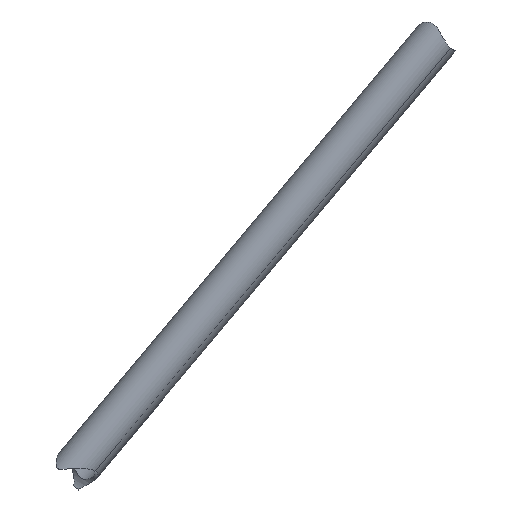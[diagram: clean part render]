
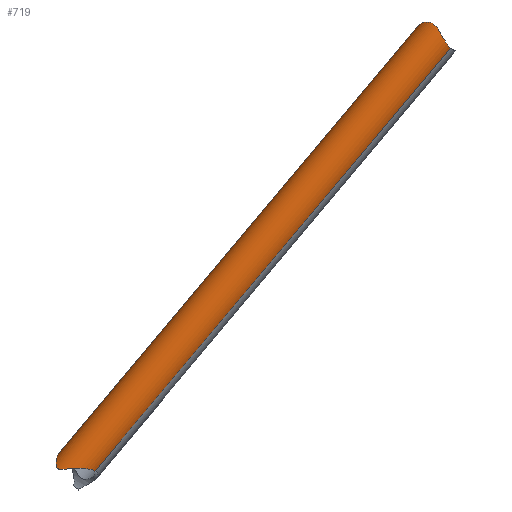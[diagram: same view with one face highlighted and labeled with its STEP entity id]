
A CAD part, isometric view. The second image highlights one B-rep face of the part: STEP entity #719.
In plain terms, the highlighted cylindrical face has radius 10 mm (diameter 20 mm), a partial arc.
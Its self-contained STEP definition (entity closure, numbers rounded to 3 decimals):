
#163=CARTESIAN_POINT('Vertex',(-2098.329,188.203,287.168)) ;
#167=CARTESIAN_POINT('Control Point',(-2096.798,208.281,285.262)) ;
#168=CARTESIAN_POINT('Control Point',(-2097.17,208.354,285.864)) ;
#169=CARTESIAN_POINT('Control Point',(-2097.599,208.374,286.438)) ;
#170=CARTESIAN_POINT('Control Point',(-2098.079,208.338,286.971)) ;
#171=CARTESIAN_POINT('Control Point',(-2099.29,208.127,288.096)) ;
#172=CARTESIAN_POINT('Control Point',(-2100.662,207.647,288.928)) ;
#173=CARTESIAN_POINT('Control Point',(-2101.472,207.297,289.298)) ;
#174=CARTESIAN_POINT('Control Point',(-2103.251,206.404,289.893)) ;
#175=CARTESIAN_POINT('Control Point',(-2104.999,205.285,290.061)) ;
#176=CARTESIAN_POINT('Control Point',(-2105.916,204.629,290.042)) ;
#177=CARTESIAN_POINT('Control Point',(-2107.045,203.744,289.891)) ;
#178=CARTESIAN_POINT('Control Point',(-2108.083,202.791,289.61)) ;
#179=CARTESIAN_POINT('Control Point',(-2108.306,202.577,289.542)) ;
#180=CARTESIAN_POINT('Control Point',(-2108.672,202.214,289.42)) ;
#181=CARTESIAN_POINT('Control Point',(-2109.018,201.836,289.286)) ;
#182=CARTESIAN_POINT('Control Point',(-2109.154,201.681,289.23)) ;
#183=CARTESIAN_POINT('Control Point',(-2109.455,201.321,289.1)) ;
#184=CARTESIAN_POINT('Control Point',(-2109.728,200.94,288.969)) ;
#185=CARTESIAN_POINT('Control Point',(-2109.871,200.715,288.897)) ;
#186=CARTESIAN_POINT('Control Point',(-2110.089,200.302,288.781)) ;
#187=CARTESIAN_POINT('Control Point',(-2110.213,199.844,288.711)) ;
#188=CARTESIAN_POINT('Control Point',(-2110.241,199.644,288.695)) ;
#189=CARTESIAN_POINT('Control Point',(-2110.243,199.196,288.694)) ;
#190=CARTESIAN_POINT('Control Point',(-2110.137,198.763,288.754)) ;
#191=CARTESIAN_POINT('Control Point',(-2110.056,198.534,288.799)) ;
#192=CARTESIAN_POINT('Control Point',(-2109.8,197.933,288.935)) ;
#193=CARTESIAN_POINT('Control Point',(-2109.468,197.374,289.096)) ;
#194=CARTESIAN_POINT('Control Point',(-2109.243,197.026,289.196)) ;
#195=CARTESIAN_POINT('Control Point',(-2108.589,196.087,289.462)) ;
#196=CARTESIAN_POINT('Control Point',(-2107.862,195.191,289.685)) ;
#197=CARTESIAN_POINT('Control Point',(-2107.379,194.631,289.801)) ;
#198=CARTESIAN_POINT('Control Point',(-2106.399,193.561,289.972)) ;
#199=CARTESIAN_POINT('Control Point',(-2105.352,192.544,290.02)) ;
#200=CARTESIAN_POINT('Control Point',(-2104.827,192.062,290.01)) ;
#201=CARTESIAN_POINT('Control Point',(-2103.559,190.967,289.902)) ;
#202=CARTESIAN_POINT('Control Point',(-2102.229,189.994,289.566)) ;
#203=CARTESIAN_POINT('Control Point',(-2101.446,189.484,289.286)) ;
#204=CARTESIAN_POINT('Control Point',(-2100.323,188.862,288.739)) ;
#205=CARTESIAN_POINT('Control Point',(-2099.249,188.446,287.975)) ;
#206=CARTESIAN_POINT('Control Point',(-2098.932,188.342,287.725)) ;
#207=CARTESIAN_POINT('Control Point',(-2098.624,188.26,287.455)) ;
#208=CARTESIAN_POINT('Control Point',(-2098.329,188.203,287.168)) ;
#209=CARTESIAN_POINT('Vertex',(-2096.798,208.281,285.262)) ;
#292=CARTESIAN_POINT('Line Origine',(-2000.643,189.519,365.)) ;
#296=CARTESIAN_POINT('Vertex',(-1911.914,172.206,438.58)) ;
#346=CARTESIAN_POINT('Vertex',(-1910.539,151.561,442.897)) ;
#349=CARTESIAN_POINT('Line Origine',(-2004.473,169.889,365.)) ;
#472=CARTESIAN_POINT('Control Point',(-1912.753,155.247,450.)) ;
#473=CARTESIAN_POINT('Control Point',(-1912.753,154.049,448.778)) ;
#474=CARTESIAN_POINT('Control Point',(-1912.602,153.059,447.356)) ;
#475=CARTESIAN_POINT('Control Point',(-1912.213,152.26,445.835)) ;
#476=CARTESIAN_POINT('Control Point',(-1911.505,151.749,444.297)) ;
#477=CARTESIAN_POINT('Control Point',(-1910.539,151.561,442.897)) ;
#478=CARTESIAN_POINT('Vertex',(-1912.753,155.247,450.)) ;
#537=CARTESIAN_POINT('Vertex',(-1912.456,161.025,452.708)) ;
#539=CARTESIAN_POINT('Vertex',(-1912.563,158.307,452.172)) ;
#543=CARTESIAN_POINT('Control Point',(-1912.563,158.307,452.172)) ;
#544=CARTESIAN_POINT('Control Point',(-1912.62,159.193,452.438)) ;
#545=CARTESIAN_POINT('Control Point',(-1912.58,160.11,452.623)) ;
#546=CARTESIAN_POINT('Control Point',(-1912.456,161.025,452.708)) ;
#558=CARTESIAN_POINT('Vertex',(-1910.68,171.595,443.105)) ;
#562=CARTESIAN_POINT('Control Point',(-1912.753,167.096,450.)) ;
#563=CARTESIAN_POINT('Control Point',(-1912.753,168.428,448.864)) ;
#564=CARTESIAN_POINT('Control Point',(-1912.62,169.595,447.543)) ;
#565=CARTESIAN_POINT('Control Point',(-1912.294,170.604,446.095)) ;
#566=CARTESIAN_POINT('Control Point',(-1911.632,171.309,444.545)) ;
#567=CARTESIAN_POINT('Control Point',(-1910.68,171.595,443.105)) ;
#568=CARTESIAN_POINT('Vertex',(-1912.753,167.096,450.)) ;
#611=CARTESIAN_POINT('Control Point',(-1912.456,161.025,452.708)) ;
#612=CARTESIAN_POINT('Control Point',(-1912.463,162.381,452.677)) ;
#613=CARTESIAN_POINT('Control Point',(-1912.553,163.728,452.282)) ;
#614=CARTESIAN_POINT('Control Point',(-1912.678,164.933,451.643)) ;
#615=CARTESIAN_POINT('Control Point',(-1912.753,166.064,450.88)) ;
#616=CARTESIAN_POINT('Control Point',(-1912.753,167.096,450.)) ;
#619=CARTESIAN_POINT('Control Point',(-1912.753,155.247,450.)) ;
#620=CARTESIAN_POINT('Control Point',(-1912.753,155.909,450.675)) ;
#621=CARTESIAN_POINT('Control Point',(-1912.705,156.637,451.284)) ;
#622=CARTESIAN_POINT('Control Point',(-1912.628,157.439,451.802)) ;
#623=CARTESIAN_POINT('Control Point',(-1912.563,158.307,452.172)) ;
#688=CARTESIAN_POINT('Control Point',(-1910.68,171.595,443.105)) ;
#689=CARTESIAN_POINT('Control Point',(-1910.947,171.839,441.978)) ;
#690=CARTESIAN_POINT('Control Point',(-1911.255,172.017,440.847)) ;
#691=CARTESIAN_POINT('Control Point',(-1911.58,172.141,439.714)) ;
#692=CARTESIAN_POINT('Control Point',(-1911.914,172.206,438.58)) ;
#703=CARTESIAN_POINT('Axis2P3D Location',(-2002.558,179.704,365.)) ;
#293=DIRECTION('Vector Direction',(0.761,-0.149,0.631)) ;
#350=DIRECTION('Vector Direction',(0.761,-0.149,0.631)) ;
#704=DIRECTION('Axis2P3D Direction',(0.761,-0.149,0.631)) ;
#705=DIRECTION('Axis2P3D XDirection',(0.192,0.981,0.)) ;
#706=AXIS2_PLACEMENT_3D('Cylinder Axis2P3D',#703,#704,#705) ;
#709=ORIENTED_EDGE('',*,*,#353,.T.) ;
#710=ORIENTED_EDGE('',*,*,#480,.F.) ;
#711=ORIENTED_EDGE('',*,*,#624,.T.) ;
#712=ORIENTED_EDGE('',*,*,#547,.T.) ;
#713=ORIENTED_EDGE('',*,*,#617,.T.) ;
#714=ORIENTED_EDGE('',*,*,#570,.T.) ;
#715=ORIENTED_EDGE('',*,*,#693,.T.) ;
#716=ORIENTED_EDGE('',*,*,#298,.F.) ;
#717=ORIENTED_EDGE('',*,*,#211,.T.) ;
#294=VECTOR('Line Direction',#293,1.) ;
#351=VECTOR('Line Direction',#350,1.) ;
#719=ADVANCED_FACE('Corps principal',(#718),#707,.T.) ;
#166=B_SPLINE_CURVE_WITH_KNOTS('',5,(#167,#168,#169,#170,#171,#172,#173,#174,#175,#176,#177,#178,#179,#180,#181,#182,#183,#184,#185,#186,#187,#188,#189,#190,#191,#192,#193,#194,#195,#196,#197,#198,#199,#200,#201,#202,#203,#204,#205,#206,#207,#208),.UNSPECIFIED.,.F.,.U.,(6,3,3,3,3,3,3,3,3,3,3,3,3,6),(0.,5.033,11.715,19.636,21.872,23.381,25.31,26.75,28.451,31.466,36.752,41.781,48.593,51.533),.UNSPECIFIED.) ;
#471=B_SPLINE_CURVE_WITH_KNOTS('',5,(#472,#473,#474,#475,#476,#477),.UNSPECIFIED.,.F.,.U.,(6,6),(0.,12.104),.UNSPECIFIED.) ;
#542=B_SPLINE_CURVE_WITH_KNOTS('',3,(#543,#544,#545,#546),.UNSPECIFIED.,.F.,.U.,(4,4),(2.264,6.197),.UNSPECIFIED.) ;
#561=B_SPLINE_CURVE_WITH_KNOTS('',5,(#562,#563,#564,#565,#566,#567),.UNSPECIFIED.,.F.,.U.,(6,6),(0.,12.374),.UNSPECIFIED.) ;
#610=B_SPLINE_CURVE_WITH_KNOTS('',5,(#611,#612,#613,#614,#615,#616),.UNSPECIFIED.,.F.,.U.,(6,6),(9.299,18.892),.UNSPECIFIED.) ;
#618=B_SPLINE_CURVE_WITH_KNOTS('',4,(#619,#620,#621,#622,#623),.UNSPECIFIED.,.F.,.U.,(5,5),(0.,5.347),.UNSPECIFIED.) ;
#687=B_SPLINE_CURVE_WITH_KNOTS('',4,(#688,#689,#690,#691,#692),.UNSPECIFIED.,.F.,.U.,(5,5),(29.339,36.036),.UNSPECIFIED.) ;
#707=CYLINDRICAL_SURFACE('generated cylinder',#706,10.) ;
#211=EDGE_CURVE('',#210,#164,#166,.T.) ;
#298=EDGE_CURVE('',#210,#297,#295,.T.) ;
#353=EDGE_CURVE('',#164,#347,#352,.T.) ;
#480=EDGE_CURVE('',#479,#347,#471,.T.) ;
#547=EDGE_CURVE('',#540,#538,#542,.T.) ;
#570=EDGE_CURVE('',#569,#559,#561,.T.) ;
#617=EDGE_CURVE('',#538,#569,#610,.T.) ;
#624=EDGE_CURVE('',#479,#540,#618,.T.) ;
#693=EDGE_CURVE('',#559,#297,#687,.T.) ;
#708=EDGE_LOOP('',(#709,#710,#711,#712,#713,#714,#715,#716,#717)) ;
#718=FACE_OUTER_BOUND('',#708,.T.) ;
#295=LINE('Line',#292,#294) ;
#352=LINE('Line',#349,#351) ;
#164=VERTEX_POINT('',#163) ;
#210=VERTEX_POINT('',#209) ;
#297=VERTEX_POINT('',#296) ;
#347=VERTEX_POINT('',#346) ;
#479=VERTEX_POINT('',#478) ;
#538=VERTEX_POINT('',#537) ;
#540=VERTEX_POINT('',#539) ;
#559=VERTEX_POINT('',#558) ;
#569=VERTEX_POINT('',#568) ;
